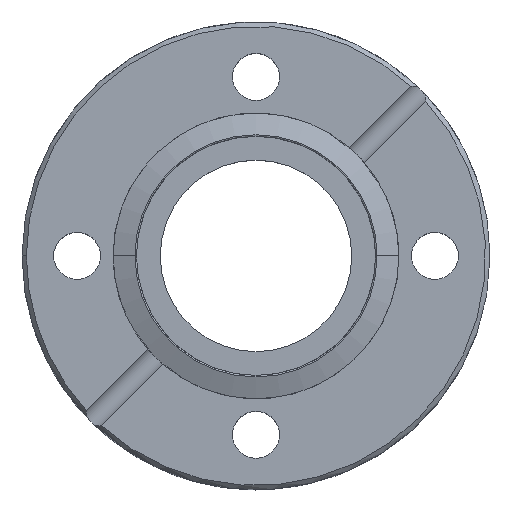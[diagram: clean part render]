
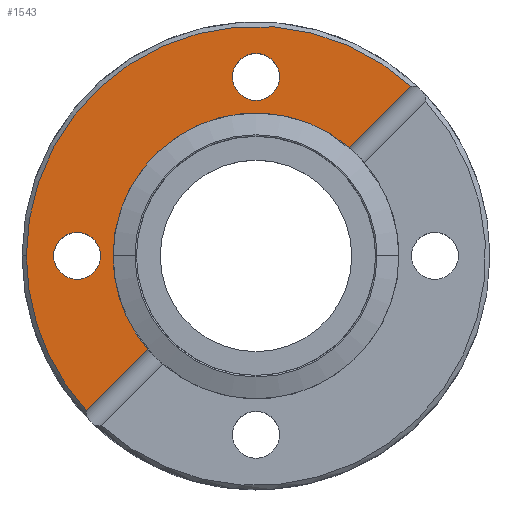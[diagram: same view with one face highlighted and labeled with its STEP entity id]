
A CAD part, top view. The second image highlights one B-rep face of the part: STEP entity #1543.
In plain terms, the highlighted planar face has unit normal (0, 0, 1).
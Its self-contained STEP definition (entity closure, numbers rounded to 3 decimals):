
#11 = DIRECTION ( 'NONE',  ( 0., 0., 1. ) ) ;
#54 = CARTESIAN_POINT ( 'NONE',  ( -2.705, 20.65, 0. ) ) ;
#71 = CIRCLE ( 'NONE', #1064, 2.705 ) ;
#98 = DIRECTION ( 'NONE',  ( 0.707, 0.707, 0. ) ) ;
#110 = EDGE_CURVE ( 'NONE', #1264, #954, #534, .T. ) ;
#112 = CARTESIAN_POINT ( 'NONE',  ( -27.849, -26.151, 0. ) ) ;
#161 = VERTEX_POINT ( 'NONE', #1619 ) ;
#183 = CARTESIAN_POINT ( 'NONE',  ( 0., 20.65, 0. ) ) ;
#206 = VECTOR ( 'NONE', #98, 1000. ) ;
#217 = AXIS2_PLACEMENT_3D ( 'NONE', #1111, #573, #966 ) ;
#260 = DIRECTION ( 'NONE',  ( -1., 0., 0. ) ) ;
#267 = LINE ( 'NONE', #112, #206 ) ;
#290 = CIRCLE ( 'NONE', #1295, 2.705 ) ;
#294 = CARTESIAN_POINT ( 'NONE',  ( -17.945, 0., 0. ) ) ;
#302 = CARTESIAN_POINT ( 'NONE',  ( 0., 20.65, 0. ) ) ;
#326 = CIRCLE ( 'NONE', #1436, 2.705 ) ;
#367 = CARTESIAN_POINT ( 'NONE',  ( -27.849, -26.151, 0. ) ) ;
#382 = DIRECTION ( 'NONE',  ( 0.707, 0.707, 0. ) ) ;
#388 = CARTESIAN_POINT ( 'NONE',  ( -19.568, -17.871, 0. ) ) ;
#464 = AXIS2_PLACEMENT_3D ( 'NONE', #1196, #1208, #844 ) ;
#534 = CIRCLE ( 'NONE', #217, 16.5 ) ;
#573 = DIRECTION ( 'NONE',  ( 0., 0., -1. ) ) ;
#574 = CIRCLE ( 'NONE', #464, 26.5 ) ;
#695 = EDGE_LOOP ( 'NONE', ( #1332, #1681 ) ) ;
#707 = CIRCLE ( 'NONE', #885, 16.5 ) ;
#738 = VERTEX_POINT ( 'NONE', #388 ) ;
#743 = CARTESIAN_POINT ( 'NONE',  ( 17.871, 19.568, 0. ) ) ;
#745 = DIRECTION ( 'NONE',  ( 1., 0., 0. ) ) ;
#757 = CARTESIAN_POINT ( 'NONE',  ( -20.65, 0., 0. ) ) ;
#765 = DIRECTION ( 'NONE',  ( 0., 0., -1. ) ) ;
#812 = AXIS2_PLACEMENT_3D ( 'NONE', #1829, #1837, #1845 ) ;
#844 = DIRECTION ( 'NONE',  ( 1., 0., 0. ) ) ;
#885 = AXIS2_PLACEMENT_3D ( 'NONE', #1503, #765, #260 ) ;
#899 = CARTESIAN_POINT ( 'NONE',  ( -26.5, 0., 0. ) ) ;
#902 = VERTEX_POINT ( 'NONE', #743 ) ;
#936 = EDGE_CURVE ( 'NONE', #1769, #1714, #71, .T. ) ;
#947 = EDGE_CURVE ( 'NONE', #161, #1353, #1425, .T. ) ;
#954 = VERTEX_POINT ( 'NONE', #1964 ) ;
#966 = DIRECTION ( 'NONE',  ( -1., 0., 0. ) ) ;
#1064 = AXIS2_PLACEMENT_3D ( 'NONE', #302, #1324, #1341 ) ;
#1110 = ORIENTED_EDGE ( 'NONE', *, *, #2239, .T. ) ;
#1111 = CARTESIAN_POINT ( 'NONE',  ( 0., 0., 0. ) ) ;
#1113 = ORIENTED_EDGE ( 'NONE', *, *, #936, .F. ) ;
#1142 = ORIENTED_EDGE ( 'NONE', *, *, #1639, .T. ) ;
#1148 = ORIENTED_EDGE ( 'NONE', *, *, #1504, .T. ) ;
#1177 = FACE_BOUND ( 'NONE', #695, .T. ) ;
#1186 = FACE_OUTER_BOUND ( 'NONE', #1852, .T. ) ;
#1196 = CARTESIAN_POINT ( 'NONE',  ( 0., 0., 0. ) ) ;
#1208 = DIRECTION ( 'NONE',  ( 0., 0., 1. ) ) ;
#1210 = FACE_BOUND ( 'NONE', #2192, .T. ) ;
#1217 = ORIENTED_EDGE ( 'NONE', *, *, #1655, .T. ) ;
#1260 = CARTESIAN_POINT ( 'NONE',  ( 0., 0., 0. ) ) ;
#1264 = VERTEX_POINT ( 'NONE', #1649 ) ;
#1274 = DIRECTION ( 'NONE',  ( 0., 0., 1. ) ) ;
#1295 = AXIS2_PLACEMENT_3D ( 'NONE', #183, #11, #2215 ) ;
#1322 = CARTESIAN_POINT ( 'NONE',  ( 10.788, 12.485, 0. ) ) ;
#1324 = DIRECTION ( 'NONE',  ( 0., 0., 1. ) ) ;
#1326 = DIRECTION ( 'NONE',  ( 1., 0., 0. ) ) ;
#1332 = ORIENTED_EDGE ( 'NONE', *, *, #1977, .F. ) ;
#1341 = DIRECTION ( 'NONE',  ( 1., 0., 0. ) ) ;
#1350 = EDGE_CURVE ( 'NONE', #2108, #902, #1393, .T. ) ;
#1353 = VERTEX_POINT ( 'NONE', #294 ) ;
#1376 = VECTOR ( 'NONE', #382, 1000. ) ;
#1390 = CIRCLE ( 'NONE', #2258, 26.5 ) ;
#1391 = ORIENTED_EDGE ( 'NONE', *, *, #110, .T. ) ;
#1393 = LINE ( 'NONE', #367, #1376 ) ;
#1425 = CIRCLE ( 'NONE', #812, 2.705 ) ;
#1436 = AXIS2_PLACEMENT_3D ( 'NONE', #757, #1505, #745 ) ;
#1476 = CARTESIAN_POINT ( 'NONE',  ( 2.705, 20.65, 0. ) ) ;
#1483 = ORIENTED_EDGE ( 'NONE', *, *, #1350, .T. ) ;
#1503 = CARTESIAN_POINT ( 'NONE',  ( 0., 0., 0. ) ) ;
#1504 = EDGE_CURVE ( 'NONE', #2138, #738, #1390, .T. ) ;
#1505 = DIRECTION ( 'NONE',  ( 0., 0., 1. ) ) ;
#1543 = ADVANCED_FACE ( 'NONE', ( #1177, #1210, #1186 ), #1665, .F. ) ;
#1619 = CARTESIAN_POINT ( 'NONE',  ( -23.355, 0., 0. ) ) ;
#1639 = EDGE_CURVE ( 'NONE', #954, #2108, #707, .T. ) ;
#1649 = CARTESIAN_POINT ( 'NONE',  ( -12.485, -10.788, 0. ) ) ;
#1655 = EDGE_CURVE ( 'NONE', #902, #2138, #574, .T. ) ;
#1665 = PLANE ( 'NONE',  #1842 ) ;
#1681 = ORIENTED_EDGE ( 'NONE', *, *, #947, .F. ) ;
#1714 = VERTEX_POINT ( 'NONE', #1476 ) ;
#1769 = VERTEX_POINT ( 'NONE', #54 ) ;
#1829 = CARTESIAN_POINT ( 'NONE',  ( -20.65, 0., 0. ) ) ;
#1837 = DIRECTION ( 'NONE',  ( 0., 0., 1. ) ) ;
#1842 = AXIS2_PLACEMENT_3D ( 'NONE', #1900, #1925, #1937 ) ;
#1845 = DIRECTION ( 'NONE',  ( 1., 0., 0. ) ) ;
#1852 = EDGE_LOOP ( 'NONE', ( #1217, #1148, #1110, #1391, #1142, #1483 ) ) ;
#1857 = ORIENTED_EDGE ( 'NONE', *, *, #2073, .F. ) ;
#1900 = CARTESIAN_POINT ( 'NONE',  ( 16.5, 0., 0. ) ) ;
#1925 = DIRECTION ( 'NONE',  ( 0., 0., -1. ) ) ;
#1937 = DIRECTION ( 'NONE',  ( -1., 0., 0. ) ) ;
#1964 = CARTESIAN_POINT ( 'NONE',  ( -16.5, 0., 0. ) ) ;
#1977 = EDGE_CURVE ( 'NONE', #1353, #161, #326, .T. ) ;
#2073 = EDGE_CURVE ( 'NONE', #1714, #1769, #290, .T. ) ;
#2108 = VERTEX_POINT ( 'NONE', #1322 ) ;
#2138 = VERTEX_POINT ( 'NONE', #899 ) ;
#2192 = EDGE_LOOP ( 'NONE', ( #1857, #1113 ) ) ;
#2215 = DIRECTION ( 'NONE',  ( 1., 0., 0. ) ) ;
#2239 = EDGE_CURVE ( 'NONE', #738, #1264, #267, .T. ) ;
#2258 = AXIS2_PLACEMENT_3D ( 'NONE', #1260, #1274, #1326 ) ;
